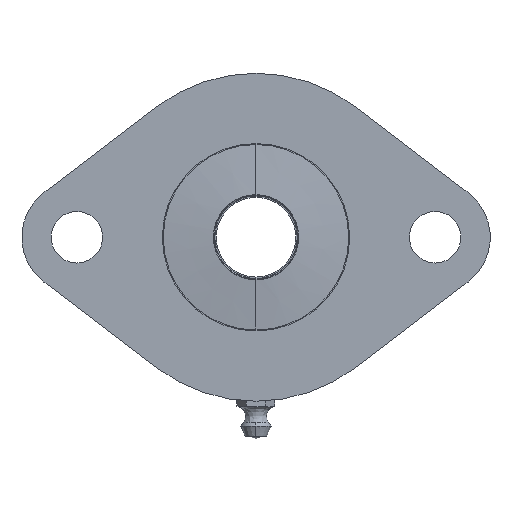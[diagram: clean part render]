
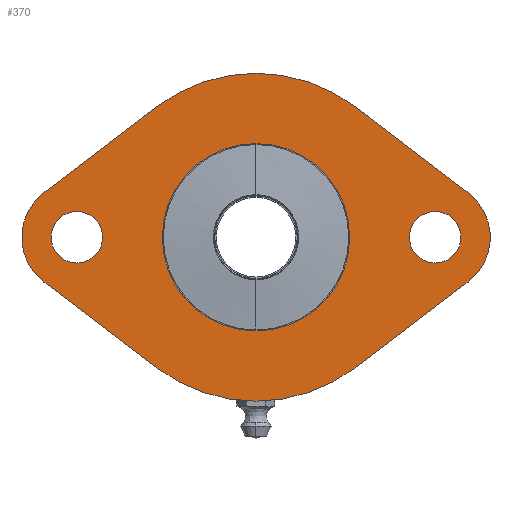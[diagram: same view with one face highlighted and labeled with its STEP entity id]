
A CAD part, front view. The second image highlights one B-rep face of the part: STEP entity #370.
In plain terms, the highlighted planar face has unit normal (0, -1, 0).
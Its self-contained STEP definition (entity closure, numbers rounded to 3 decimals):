
#42 = EDGE_CURVE ( 'NONE', #879, #2591, #4834, .T. ) ;
#48 = EDGE_LOOP ( 'NONE', ( #1381, #4591 ) ) ;
#61 = CARTESIAN_POINT ( 'NONE',  ( -38.25, -11., 0. ) ) ;
#67 = EDGE_CURVE ( 'NONE', #710, #2594, #3535, .T. ) ;
#76 = DIRECTION ( 'NONE',  ( 0., 1., 0. ) ) ;
#86 = LINE ( 'NONE', #2232, #203 ) ;
#145 = CARTESIAN_POINT ( 'NONE',  ( 21.184, -11., -27.861 ) ) ;
#159 = VERTEX_POINT ( 'NONE', #4825 ) ;
#161 = CIRCLE ( 'NONE', #2487, 20. ) ;
#203 = VECTOR ( 'NONE', #1493, 1000. ) ;
#268 = CIRCLE ( 'NONE', #2511, 5.5 ) ;
#276 = AXIS2_PLACEMENT_3D ( 'NONE', #3934, #4795, #1230 ) ;
#319 = CARTESIAN_POINT ( 'NONE',  ( 45.263, -11., -9.552 ) ) ;
#331 = VERTEX_POINT ( 'NONE', #4528 ) ;
#370 = ADVANCED_FACE ( 'NONE', ( #1882, #3046, #1833, #2689 ), #3160, .F. ) ;
#431 = DIRECTION ( 'NONE',  ( -0.796, 0., -0.605 ) ) ;
#467 = EDGE_CURVE ( 'NONE', #2287, #1588, #4737, .T. ) ;
#544 = ORIENTED_EDGE ( 'NONE', *, *, #3313, .F. ) ;
#619 = ORIENTED_EDGE ( 'NONE', *, *, #701, .F. ) ;
#635 = DIRECTION ( 'NONE',  ( 0., 1., 0. ) ) ;
#661 = DIRECTION ( 'NONE',  ( 0., 1., 0. ) ) ;
#671 = AXIS2_PLACEMENT_3D ( 'NONE', #2011, #76, #4786 ) ;
#682 = EDGE_CURVE ( 'NONE', #2600, #159, #4258, .T. ) ;
#696 = AXIS2_PLACEMENT_3D ( 'NONE', #3999, #3529, #3931 ) ;
#701 = EDGE_CURVE ( 'NONE', #2042, #1726, #3605, .T. ) ;
#710 = VERTEX_POINT ( 'NONE', #1545 ) ;
#720 = CARTESIAN_POINT ( 'NONE',  ( 21.184, -11., 27.861 ) ) ;
#784 = DIRECTION ( 'NONE',  ( 0., 0., 1. ) ) ;
#858 = CIRCLE ( 'NONE', #4817, 5.5 ) ;
#879 = VERTEX_POINT ( 'NONE', #3764 ) ;
#967 = ORIENTED_EDGE ( 'NONE', *, *, #3540, .T. ) ;
#1051 = EDGE_CURVE ( 'NONE', #4899, #4969, #4241, .T. ) ;
#1230 = DIRECTION ( 'NONE',  ( 0., 0., 1. ) ) ;
#1304 = EDGE_LOOP ( 'NONE', ( #967, #3964 ) ) ;
#1308 = LINE ( 'NONE', #145, #3354 ) ;
#1327 = VERTEX_POINT ( 'NONE', #720 ) ;
#1328 = CARTESIAN_POINT ( 'NONE',  ( 38.25, -11., 5.5 ) ) ;
#1381 = ORIENTED_EDGE ( 'NONE', *, *, #2365, .T. ) ;
#1440 = AXIS2_PLACEMENT_3D ( 'NONE', #2295, #661, #1869 ) ;
#1493 = DIRECTION ( 'NONE',  ( -0.796, 0., 0.605 ) ) ;
#1533 = CARTESIAN_POINT ( 'NONE',  ( 0., -11., 35. ) ) ;
#1545 = CARTESIAN_POINT ( 'NONE',  ( -21.184, -11., 27.861 ) ) ;
#1562 = DIRECTION ( 'NONE',  ( 0., 1., 0. ) ) ;
#1588 = VERTEX_POINT ( 'NONE', #1328 ) ;
#1594 = AXIS2_PLACEMENT_3D ( 'NONE', #3508, #1952, #2714 ) ;
#1726 = VERTEX_POINT ( 'NONE', #4793 ) ;
#1744 = ORIENTED_EDGE ( 'NONE', *, *, #2706, .F. ) ;
#1833 = FACE_BOUND ( 'NONE', #48, .T. ) ;
#1846 = DIRECTION ( 'NONE',  ( 0., 0., 1. ) ) ;
#1856 = CARTESIAN_POINT ( 'NONE',  ( -45.263, -11., -9.552 ) ) ;
#1869 = DIRECTION ( 'NONE',  ( 0., 0., 1. ) ) ;
#1882 = FACE_BOUND ( 'NONE', #1304, .T. ) ;
#1943 = DIRECTION ( 'NONE',  ( 0., 1., 0. ) ) ;
#1952 = DIRECTION ( 'NONE',  ( 0., 1., 0. ) ) ;
#2011 = CARTESIAN_POINT ( 'NONE',  ( 0., -11., 0. ) ) ;
#2038 = EDGE_CURVE ( 'NONE', #4522, #331, #268, .T. ) ;
#2042 = VERTEX_POINT ( 'NONE', #4228 ) ;
#2102 = EDGE_CURVE ( 'NONE', #2594, #1327, #2763, .T. ) ;
#2232 = CARTESIAN_POINT ( 'NONE',  ( -21.184, -11., -27.861 ) ) ;
#2287 = VERTEX_POINT ( 'NONE', #4038 ) ;
#2295 = CARTESIAN_POINT ( 'NONE',  ( 0., -11., 0. ) ) ;
#2304 = LINE ( 'NONE', #3189, #3339 ) ;
#2305 = CARTESIAN_POINT ( 'NONE',  ( 0., -11., 0. ) ) ;
#2308 = ORIENTED_EDGE ( 'NONE', *, *, #2412, .F. ) ;
#2365 = EDGE_CURVE ( 'NONE', #331, #4522, #858, .T. ) ;
#2412 = EDGE_CURVE ( 'NONE', #1726, #2600, #86, .T. ) ;
#2487 = AXIS2_PLACEMENT_3D ( 'NONE', #3398, #1943, #784 ) ;
#2511 = AXIS2_PLACEMENT_3D ( 'NONE', #4254, #1562, #1846 ) ;
#2544 = CARTESIAN_POINT ( 'NONE',  ( 38.25, -11., 0. ) ) ;
#2591 = VERTEX_POINT ( 'NONE', #319 ) ;
#2594 = VERTEX_POINT ( 'NONE', #1533 ) ;
#2600 = VERTEX_POINT ( 'NONE', #1856 ) ;
#2638 = AXIS2_PLACEMENT_3D ( 'NONE', #2305, #3580, #3961 ) ;
#2675 = DIRECTION ( 'NONE',  ( 0., 0., 1. ) ) ;
#2689 = FACE_OUTER_BOUND ( 'NONE', #2892, .T. ) ;
#2706 = EDGE_CURVE ( 'NONE', #2591, #2042, #1308, .T. ) ;
#2714 = DIRECTION ( 'NONE',  ( 0., 0., 1. ) ) ;
#2758 = DIRECTION ( 'NONE',  ( 0., 1., 0. ) ) ;
#2763 = CIRCLE ( 'NONE', #671, 35. ) ;
#2806 = DIRECTION ( 'NONE',  ( 0., 1., 0. ) ) ;
#2892 = EDGE_LOOP ( 'NONE', ( #4946, #544, #3035, #2308, #619, #1744, #4964, #3516, #3893 ) ) ;
#2942 = AXIS2_PLACEMENT_3D ( 'NONE', #4747, #2806, #4368 ) ;
#3035 = ORIENTED_EDGE ( 'NONE', *, *, #682, .F. ) ;
#3046 = FACE_BOUND ( 'NONE', #3388, .T. ) ;
#3157 = DIRECTION ( 'NONE',  ( 0.796, 0., 0.605 ) ) ;
#3160 = PLANE ( 'NONE',  #696 ) ;
#3183 = LINE ( 'NONE', #3930, #4835 ) ;
#3189 = CARTESIAN_POINT ( 'NONE',  ( 45.263, -11., 9.552 ) ) ;
#3313 = EDGE_CURVE ( 'NONE', #159, #710, #3183, .T. ) ;
#3339 = VECTOR ( 'NONE', #3484, 1000. ) ;
#3354 = VECTOR ( 'NONE', #431, 1000. ) ;
#3388 = EDGE_LOOP ( 'NONE', ( #4250, #3811 ) ) ;
#3398 = CARTESIAN_POINT ( 'NONE',  ( 0., -11., 0. ) ) ;
#3425 = EDGE_CURVE ( 'NONE', #1588, #2287, #4621, .T. ) ;
#3484 = DIRECTION ( 'NONE',  ( 0.796, 0., -0.605 ) ) ;
#3508 = CARTESIAN_POINT ( 'NONE',  ( 38., -11., 0. ) ) ;
#3516 = ORIENTED_EDGE ( 'NONE', *, *, #4110, .F. ) ;
#3529 = DIRECTION ( 'NONE',  ( 0., 1., 0. ) ) ;
#3535 = CIRCLE ( 'NONE', #2638, 35. ) ;
#3540 = EDGE_CURVE ( 'NONE', #4969, #4899, #161, .T. ) ;
#3580 = DIRECTION ( 'NONE',  ( 0., 1., 0. ) ) ;
#3605 = CIRCLE ( 'NONE', #1440, 35. ) ;
#3764 = CARTESIAN_POINT ( 'NONE',  ( 45.263, -11., 9.552 ) ) ;
#3811 = ORIENTED_EDGE ( 'NONE', *, *, #467, .T. ) ;
#3821 = DIRECTION ( 'NONE',  ( 0., 1., 0. ) ) ;
#3882 = CARTESIAN_POINT ( 'NONE',  ( -38.25, -11., -5.5 ) ) ;
#3893 = ORIENTED_EDGE ( 'NONE', *, *, #2102, .F. ) ;
#3930 = CARTESIAN_POINT ( 'NONE',  ( -45.263, -11., 9.552 ) ) ;
#3931 = DIRECTION ( 'NONE',  ( 0., 0., 1. ) ) ;
#3934 = CARTESIAN_POINT ( 'NONE',  ( 0., -11., 0. ) ) ;
#3961 = DIRECTION ( 'NONE',  ( 0., 0., 1. ) ) ;
#3964 = ORIENTED_EDGE ( 'NONE', *, *, #1051, .T. ) ;
#3999 = CARTESIAN_POINT ( 'NONE',  ( 0., -11., 0. ) ) ;
#4038 = CARTESIAN_POINT ( 'NONE',  ( 38.25, -11., -5.5 ) ) ;
#4110 = EDGE_CURVE ( 'NONE', #1327, #879, #2304, .T. ) ;
#4122 = AXIS2_PLACEMENT_3D ( 'NONE', #2544, #635, #4889 ) ;
#4145 = DIRECTION ( 'NONE',  ( 0., 0., 1. ) ) ;
#4153 = CARTESIAN_POINT ( 'NONE',  ( -38., -11., 0. ) ) ;
#4228 = CARTESIAN_POINT ( 'NONE',  ( 21.184, -11., -27.861 ) ) ;
#4241 = CIRCLE ( 'NONE', #276, 20. ) ;
#4250 = ORIENTED_EDGE ( 'NONE', *, *, #3425, .T. ) ;
#4254 = CARTESIAN_POINT ( 'NONE',  ( -38.25, -11., 0. ) ) ;
#4258 = CIRCLE ( 'NONE', #4911, 12. ) ;
#4309 = CARTESIAN_POINT ( 'NONE',  ( 0., -11., -20. ) ) ;
#4368 = DIRECTION ( 'NONE',  ( 0., 0., 1. ) ) ;
#4522 = VERTEX_POINT ( 'NONE', #3882 ) ;
#4528 = CARTESIAN_POINT ( 'NONE',  ( -38.25, -11., 5.5 ) ) ;
#4591 = ORIENTED_EDGE ( 'NONE', *, *, #2038, .T. ) ;
#4621 = CIRCLE ( 'NONE', #4122, 5.5 ) ;
#4737 = CIRCLE ( 'NONE', #2942, 5.5 ) ;
#4747 = CARTESIAN_POINT ( 'NONE',  ( 38.25, -11., 0. ) ) ;
#4786 = DIRECTION ( 'NONE',  ( 0., 0., 1. ) ) ;
#4793 = CARTESIAN_POINT ( 'NONE',  ( -21.184, -11., -27.861 ) ) ;
#4795 = DIRECTION ( 'NONE',  ( 0., 1., 0. ) ) ;
#4817 = AXIS2_PLACEMENT_3D ( 'NONE', #61, #2758, #4145 ) ;
#4825 = CARTESIAN_POINT ( 'NONE',  ( -45.263, -11., 9.552 ) ) ;
#4834 = CIRCLE ( 'NONE', #1594, 12. ) ;
#4835 = VECTOR ( 'NONE', #3157, 1000. ) ;
#4889 = DIRECTION ( 'NONE',  ( 0., 0., 1. ) ) ;
#4899 = VERTEX_POINT ( 'NONE', #4309 ) ;
#4911 = AXIS2_PLACEMENT_3D ( 'NONE', #4153, #3821, #2675 ) ;
#4915 = CARTESIAN_POINT ( 'NONE',  ( 0., -11., 20. ) ) ;
#4946 = ORIENTED_EDGE ( 'NONE', *, *, #67, .F. ) ;
#4964 = ORIENTED_EDGE ( 'NONE', *, *, #42, .F. ) ;
#4969 = VERTEX_POINT ( 'NONE', #4915 ) ;
